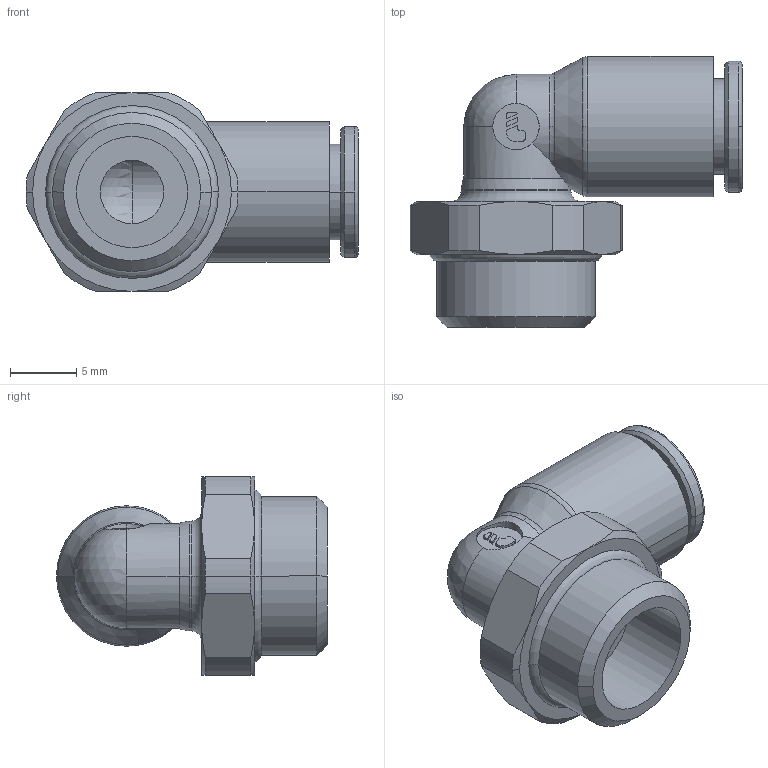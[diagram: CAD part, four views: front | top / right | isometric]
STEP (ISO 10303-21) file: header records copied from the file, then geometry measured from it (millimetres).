
FILE_DESCRIPTION(('STEP AP214'),'1');
FILE_NAME('3199_06_67.stp','2016-07-07T14:54:03',('TraceParts'),('TraceParts S.A.'),'Spatial InterOp 3D',' ',' ');
FILE_SCHEMA(('automotive_design'));
Length unit declared in the file: millimetre
Products named in the file (1): 1
Bounding box: 25.05 x 20.45 x 15 mm (x, y, z)
Volume: 1957.4 mm3; surface area: 2066.8 mm2
Topology: 1 solids, 1 shells, 106 faces, 265 edges, 165 vertices
Faces by surface type: cylinder 36, plane 32, cone 24, torus 11, sphere 3
Entity records: 3490 total; most frequent: CARTESIAN_POINT 950, DIRECTION 567, ORIENTED_EDGE 520, EDGE_CURVE 260, AXIS2_PLACEMENT_3D 238, VERTEX_POINT 165, CIRCLE 129, EDGE_LOOP 117
